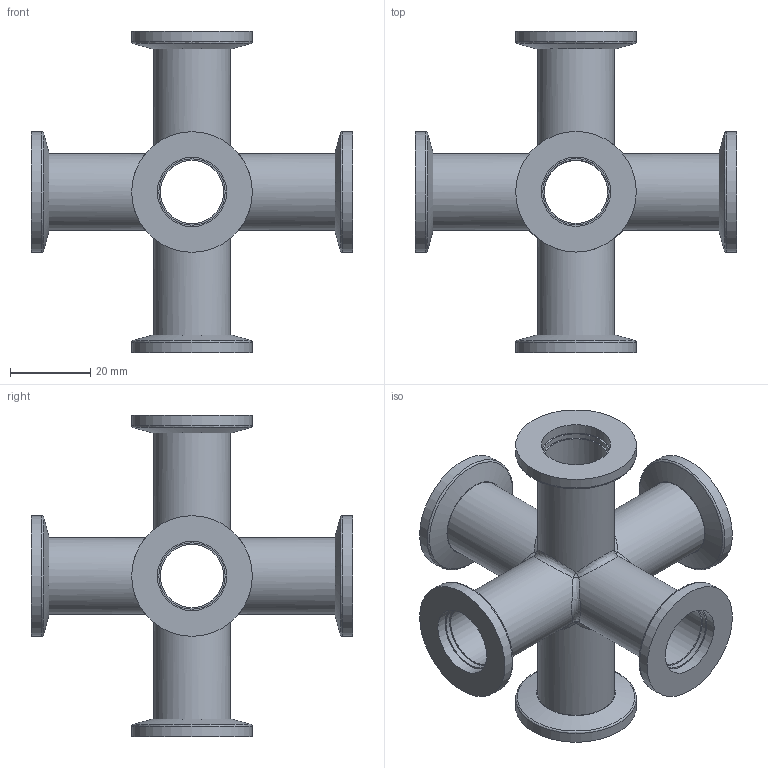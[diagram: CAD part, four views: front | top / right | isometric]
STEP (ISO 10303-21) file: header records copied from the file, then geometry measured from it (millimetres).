
FILE_DESCRIPTION (( 'STEP AP214' ), '1' );
FILE_NAME ('FULLVAC X61KF16.STEP', '2019-04-23T15:10:14', ( '' ), ( '' ), 'SwSTEP 2.0', 'SolidWorks 2017', '' );
FILE_SCHEMA (( 'AUTOMOTIVE_DESIGN' ));
Length unit declared in the file: millimetre
Products named in the file (3): 1^FULLVAC X61KF16; FULLVAC X61KF16; 2^FULLVAC X61KF16
Assembly tree (7 placements, depth 2):
  FULLVAC X61KF16
    1^FULLVAC X61KF16
    2^FULLVAC X61KF16  x6
Bounding box: 80 x 80 x 80 mm (x, y, z)
Volume: 25947.1 mm3; surface area: 28034 mm2
Topology: 7 solids, 7 shells, 118 faces, 240 edges, 144 vertices
Faces by surface type: bspline 46, cylinder 36, plane 30, cone 6
Full cylindrical faces by diameter (mm): 15.75 x6, 16.51 x6, 17.2 x6, 19.05 x6, 19.3 x6, 30 x6
Entity records: 6287 total; most frequent: CARTESIAN_POINT 4387, ORIENTED_EDGE 236, DIRECTION 118, EDGE_CURVE 118, EDGE_LOOP 96, B_SPLINE_CURVE_WITH_KNOTS 96, FACE_OUTER_BOUND 85, UNCERTAINTY_MEASURE_WITH_UNIT 75
